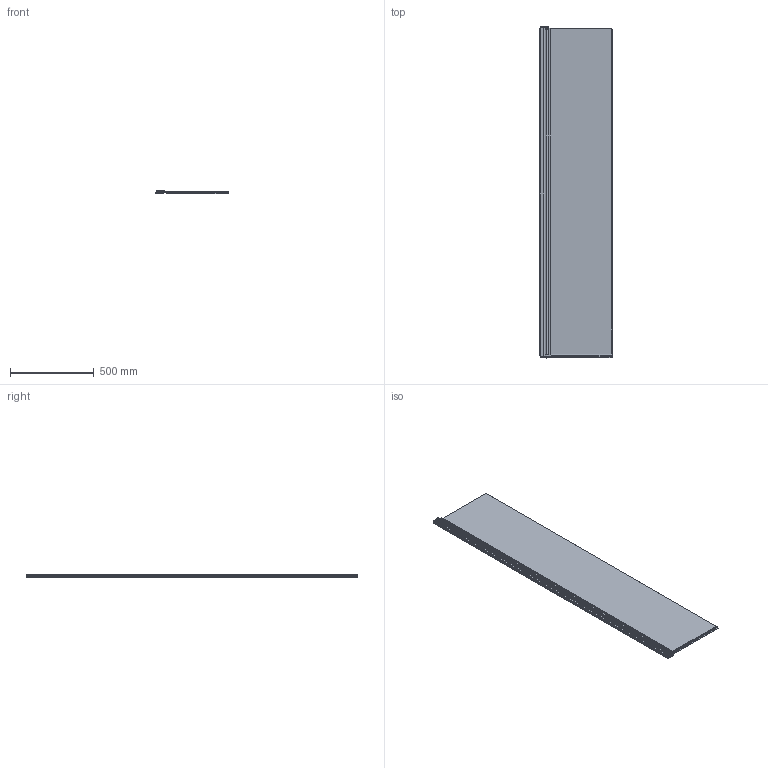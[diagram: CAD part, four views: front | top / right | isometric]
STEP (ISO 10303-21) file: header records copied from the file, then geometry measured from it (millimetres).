
FILE_DESCRIPTION (( 'STEP AP203' ), '1' );
FILE_NAME ('LE66.STEP', '2021-12-15T02:26:15', ( '' ), ( '' ), 'SwSTEP 2.0', 'SolidWorks 2015', '' );
FILE_SCHEMA (( 'CONFIG_CONTROL_DESIGN' ));
Length unit declared in the file: millimetre
Products named in the file (21): 020293^LE66; 0401959WT^葩璃 0654-ED04-T_ASM_LE66; 0654-ED04-2^葩璃 0654-ED04_ASM_LE66; 12-ST4X30_60^葩璃 0654-ED04-T_ASM_LE66; 0654-ED04-3^葩璃 0654-ED04_ASM_LE66; 020291#^LE66; 0665#源穻^LE66; 0401959WT-1^葩璃 0654-ED04-T_ASM_LE66; 葩璃 0654-ED04_ASM^LE66; 3205031910^葩璃 LE30-1_ASM_LE66; 2906050135^葩璃 LE30-1_ASM_LE66; LE66; 葩璃 0654-ED04-T_ASM^LE66; 0202530286^葩璃 LE30-1_ASM_LE66; 0202970273^葩璃 LE30-1_ASM_LE66; 0401960^葩璃 0654-ED04-T_ASM_LE66; 020295#^LE66; 葩璃 LE30-1_ASM^LE66; 0401961^葩璃 0654-ED04_ASM_LE66; 0401962^葩璃 LE30-1_ASM_LE66; 12-ST4X30_60^葩璃 0654-ED04_ASM_LE66
Assembly tree (21 placements, depth 3):
  LE66
    葩璃 0654-ED04_ASM^LE66
      0401961^葩璃 0654-ED04_ASM_LE66
      0654-ED04-2^葩璃 0654-ED04_ASM_LE66
      0654-ED04-3^葩璃 0654-ED04_ASM_LE66
      12-ST4X30_60^葩璃 0654-ED04_ASM_LE66
    葩璃 LE30-1_ASM^LE66
      2906050135^葩璃 LE30-1_ASM_LE66
      0202970273^葩璃 LE30-1_ASM_LE66
      0202530286^葩璃 LE30-1_ASM_LE66
      0401962^葩璃 LE30-1_ASM_LE66  x2
      3205031910^葩璃 LE30-1_ASM_LE66
    葩璃 0654-ED04-T_ASM^LE66
      0401960^葩璃 0654-ED04-T_ASM_LE66
      0401959WT^葩璃 0654-ED04-T_ASM_LE66
      0401959WT-1^葩璃 0654-ED04-T_ASM_LE66
      12-ST4X30_60^葩璃 0654-ED04-T_ASM_LE66
    0665#源穻^LE66
    020291#^LE66
    020293^LE66
    020295#^LE66
Bounding box: 430.68 x 1980 x 20.1 mm (x, y, z)
Volume: 5199336.6 mm3; surface area: 2743446.2 mm2
Topology: 18 solids, 18 shells, 1165 faces, 3153 edges, 1984 vertices
Faces by surface type: cylinder 502, plane 459, bspline 158, cone 46
Entity records: 49904 total; most frequent: CARTESIAN_POINT 21443, ORIENTED_EDGE 5768, DIRECTION 5156, EDGE_CURVE 2884, VERTEX_POINT 1857, AXIS2_PLACEMENT_3D 1765, VECTOR 1626, LINE 1626
